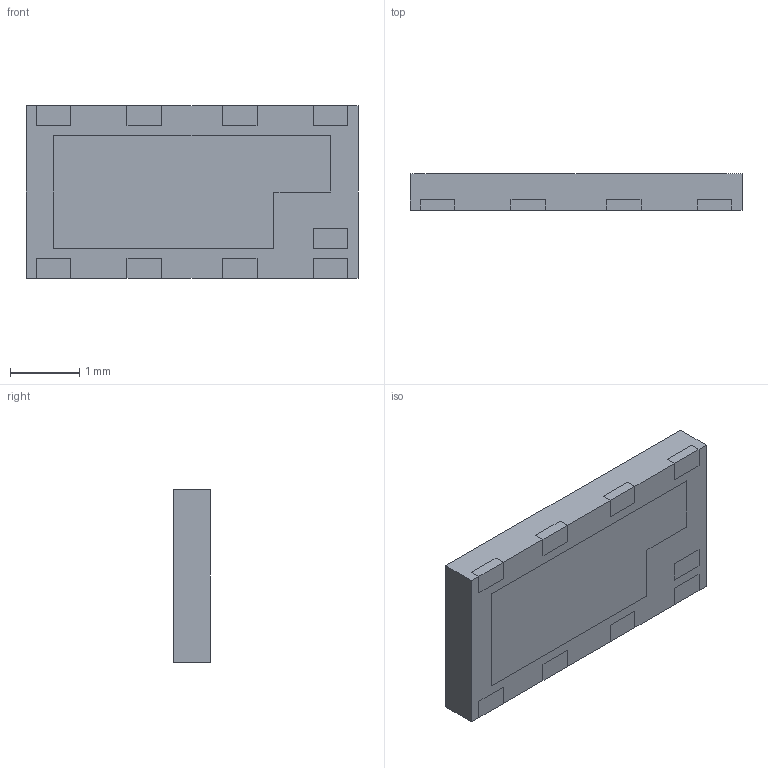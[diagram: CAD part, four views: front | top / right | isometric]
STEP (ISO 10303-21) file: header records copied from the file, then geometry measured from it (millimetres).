
FILE_DESCRIPTION (( 'STEP AP214' ), '1' );
FILE_NAME ('VEMD8080.STEP', '2020-07-16T07:37:30', ( '' ), ( '' ), 'SwSTEP 2.0', 'SolidWorks 2017', '' );
FILE_SCHEMA (( 'AUTOMOTIVE_DESIGN' ));
Length unit declared in the file: millimetre
Products named in the file (1): VEMD8080
Bounding box: 4.8 x 0.53 x 2.5 mm (x, y, z)
Volume: 6.4 mm3; surface area: 72.6 mm2
Topology: 13 solids, 13 shells, 130 faces, 300 edges, 200 vertices
Faces by surface type: plane 126, cylinder 4
Entity records: 3754 total; most frequent: CARTESIAN_POINT 631, ORIENTED_EDGE 600, DIRECTION 570, EDGE_CURVE 300, LINE 292, VECTOR 292, VERTEX_POINT 200, AXIS2_PLACEMENT_3D 139
